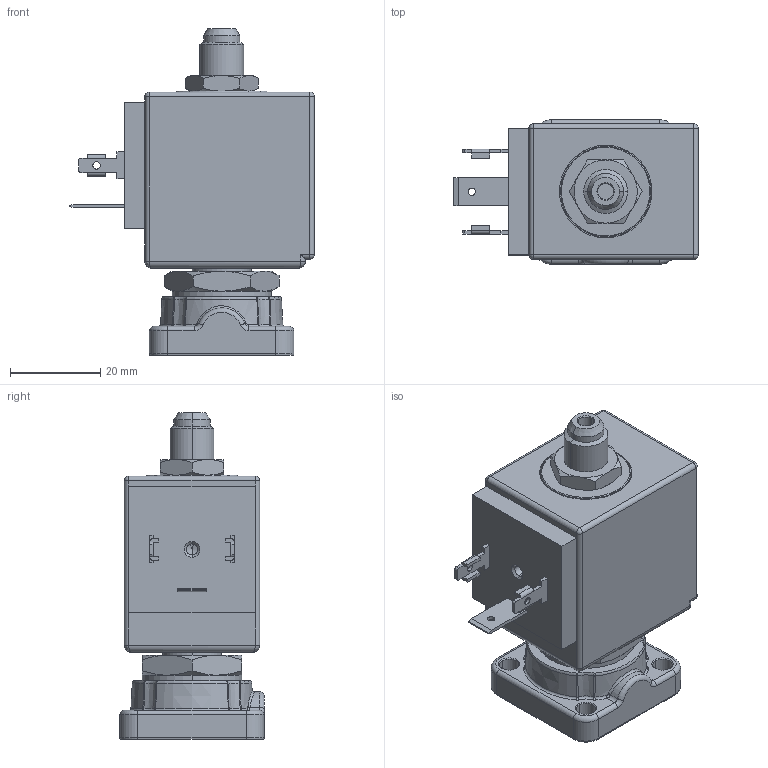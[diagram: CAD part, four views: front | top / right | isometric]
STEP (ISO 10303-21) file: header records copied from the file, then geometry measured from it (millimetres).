
FILE_DESCRIPTION((''),'2;1');
FILE_NAME('31A1AR10_BDA_INGOMBRO_ASM','2009-07-13T',('romeri'),('O.D.E.'),'PRO/ENGINEER BY PARAMETRIC TECHNOLOGY CORPORATION, 2005450','PRO/ENGINEER BY PARAMETRIC TECHNOLOGY CORPORATION, 2005450','');
FILE_SCHEMA(('CONFIG_CONTROL_DESIGN'));
Length unit declared in the file: millimetre
Products named in the file (6): 4500A1_INGOMBRO; 450944_INGOMBRO; BOBINA_8_W_INGOMBRO; 450145; 450146; 31A1AR10_BDA_INGOMBRO_ASM
Assembly tree (5 placements, depth 2):
  31A1AR10_BDA_INGOMBRO_ASM
    4500A1_INGOMBRO
    450944_INGOMBRO
    BOBINA_8_W_INGOMBRO
    450145
    450146
Bounding box: 54.15 x 32 x 72.33 mm (x, y, z)
Volume: 51135.8 mm3; surface area: 23005.4 mm2
Topology: 5 solids, 11 shells, 490 faces, 1136 edges, 693 vertices
Faces by surface type: plane 198, cylinder 125, cone 81, torus 36, bspline 26, extrusion 18, sphere 6
Entity records: 19482 total; most frequent: CARTESIAN_POINT 4009, DIRECTION 2290, ORIENTED_EDGE 2266, EDGE_CURVE 1134, AXIS2_PLACEMENT_3D 851, PRESENTATION_STYLE_ASSIGNMENT 849, STYLED_ITEM 783, VERTEX_POINT 693
